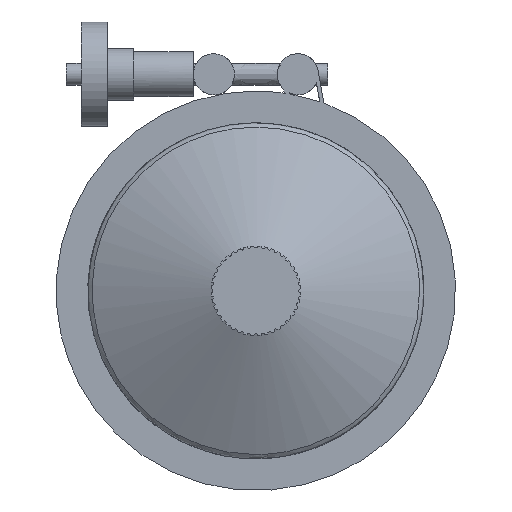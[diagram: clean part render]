
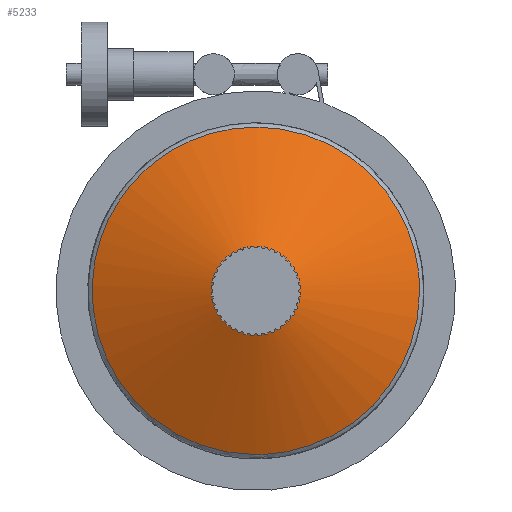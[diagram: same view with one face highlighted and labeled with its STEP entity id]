
A CAD part, front view. The second image highlights one B-rep face of the part: STEP entity #5233.
In plain terms, the highlighted free-form (B-spline) face has degree [2, 1] with [9, 2] control points.
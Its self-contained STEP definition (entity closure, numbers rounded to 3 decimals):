
#5134 = VERTEX_POINT('',#5135);
#5135 = CARTESIAN_POINT('',(0.,-297.005,
    -41.638));
#5141 = EDGE_CURVE('',#5134,#5142,#5144,.T.);
#5142 = VERTEX_POINT('',#5143);
#5143 = CARTESIAN_POINT('',(41.638,-297.005,
    0.));
#5144 = ( BOUNDED_CURVE() B_SPLINE_CURVE(2,(#5145,#5146,#5147,#5148,
#5149),.UNSPECIFIED.,.F.,.F.) B_SPLINE_CURVE_WITH_KNOTS((3,2,3),(
    1.571,3.927,6.283),
.PIECEWISE_BEZIER_KNOTS.) CURVE() GEOMETRIC_REPRESENTATION_ITEM() 
RATIONAL_B_SPLINE_CURVE((1.,0.383,1.,0.383,1.)) 
REPRESENTATION_ITEM('') );
#5145 = CARTESIAN_POINT('',(0.,-297.005,
    -41.638));
#5146 = CARTESIAN_POINT('',(-100.522,-297.005,
    -41.638));
#5147 = CARTESIAN_POINT('',(-29.442,-297.005,
    29.442));
#5148 = CARTESIAN_POINT('',(41.638,-297.005,
    100.522));
#5149 = CARTESIAN_POINT('',(41.638,-297.005,
    0.));
#5151 = EDGE_CURVE('',#5142,#5134,#5152,.T.);
#5152 = ( BOUNDED_CURVE() B_SPLINE_CURVE(2,(#5153,#5154,#5155),
.UNSPECIFIED.,.F.,.F.) B_SPLINE_CURVE_WITH_KNOTS((3,3),(0.,
1.571),.PIECEWISE_BEZIER_KNOTS.) CURVE() 
GEOMETRIC_REPRESENTATION_ITEM() RATIONAL_B_SPLINE_CURVE((1.,
0.707,1.)) REPRESENTATION_ITEM('') );
#5153 = CARTESIAN_POINT('',(41.638,-297.005,
    0.));
#5154 = CARTESIAN_POINT('',(41.638,-297.005,
    -41.638));
#5155 = CARTESIAN_POINT('',(0.,-297.005,
    -41.638));
#5233 = ADVANCED_FACE('',(#5234),#5256,.T.);
#5234 = FACE_BOUND('',#5235,.T.);
#5235 = EDGE_LOOP('',(#5236,#5237,#5238,#5245,#5255));
#5236 = ORIENTED_EDGE('',*,*,#5141,.F.);
#5237 = ORIENTED_EDGE('',*,*,#5151,.F.);
#5238 = ORIENTED_EDGE('',*,*,#5239,.T.);
#5239 = EDGE_CURVE('',#5142,#5240,#5242,.T.);
#5240 = VERTEX_POINT('',#5241);
#5241 = CARTESIAN_POINT('',(8.547,-312.436,
    0.));
#5242 = B_SPLINE_CURVE_WITH_KNOTS('',1,(#5243,#5244),.UNSPECIFIED.,.F.,
  .F.,(2,2),(-18.587,19.861),.PIECEWISE_BEZIER_KNOTS.);
#5243 = CARTESIAN_POINT('',(41.638,-297.005,
    0.));
#5244 = CARTESIAN_POINT('',(8.547,-312.436,
    0.));
#5245 = ORIENTED_EDGE('',*,*,#5246,.T.);
#5246 = EDGE_CURVE('',#5240,#5240,#5247,.T.);
#5247 = ( BOUNDED_CURVE() B_SPLINE_CURVE(2,(#5248,#5249,#5250,#5251,
#5252,#5253,#5254),.UNSPECIFIED.,.T.,.F.) B_SPLINE_CURVE_WITH_KNOTS((1,2
    ,2,2,2,1),(-2.094,0.,2.094,4.189,
6.283,8.378),.UNSPECIFIED.) CURVE() 
GEOMETRIC_REPRESENTATION_ITEM() RATIONAL_B_SPLINE_CURVE((1.,0.5,1.,0.5,
1.,0.5,1.)) REPRESENTATION_ITEM('') );
#5248 = CARTESIAN_POINT('',(8.547,-312.436,0.));
#5249 = CARTESIAN_POINT('',(8.547,-312.436,
    -14.804));
#5250 = CARTESIAN_POINT('',(-4.273,-312.436,
    -7.402));
#5251 = CARTESIAN_POINT('',(-17.094,-312.436,
    0.));
#5252 = CARTESIAN_POINT('',(-4.273,-312.436,
    7.402));
#5253 = CARTESIAN_POINT('',(8.547,-312.436,
    14.804));
#5254 = CARTESIAN_POINT('',(8.547,-312.436,0.));
#5255 = ORIENTED_EDGE('',*,*,#5239,.F.);
#5256 = ( BOUNDED_SURFACE() B_SPLINE_SURFACE(2,1,(
    (#5257,#5258)
    ,(#5259,#5260)
    ,(#5261,#5262)
    ,(#5263,#5264)
    ,(#5265,#5266)
    ,(#5267,#5268)
    ,(#5269,#5270)
    ,(#5271,#5272)
    ,(#5273,#5274
)),.UNSPECIFIED.,.T.,.F.,.F.) B_SPLINE_SURFACE_WITH_KNOTS((3,2,2,2,3),(2
    ,2),(3.142,4.189,6.283,8.378,
    9.425),(-19.861,18.587),.UNSPECIFIED.) 
GEOMETRIC_REPRESENTATION_ITEM() RATIONAL_B_SPLINE_SURFACE((
    (0.75,0.75)
    ,(0.75,0.75)
    ,(1.,1.)
    ,(0.5,0.5)
    ,(1.,1.)
    ,(0.5,0.5)
    ,(1.,1.)
    ,(0.75,0.75)
,(0.75,0.75))) REPRESENTATION_ITEM('') SURFACE() );
#5257 = CARTESIAN_POINT('',(8.547,-312.436,
    0.));
#5258 = CARTESIAN_POINT('',(41.638,-297.005,0.));
#5259 = CARTESIAN_POINT('',(8.547,-312.436,
    -4.935));
#5260 = CARTESIAN_POINT('',(41.638,-297.005,
    -24.04));
#5261 = CARTESIAN_POINT('',(4.273,-312.436,
    -7.402));
#5262 = CARTESIAN_POINT('',(20.819,-297.005,
    -36.059));
#5263 = CARTESIAN_POINT('',(-8.547,-312.436,
    -14.804));
#5264 = CARTESIAN_POINT('',(-41.638,-297.005,
    -72.119));
#5265 = CARTESIAN_POINT('',(-8.547,-312.436,0.));
#5266 = CARTESIAN_POINT('',(-41.638,-297.005,0.));
#5267 = CARTESIAN_POINT('',(-8.547,-312.436,
    14.804));
#5268 = CARTESIAN_POINT('',(-41.638,-297.005,
    72.119));
#5269 = CARTESIAN_POINT('',(4.273,-312.436,
    7.402));
#5270 = CARTESIAN_POINT('',(20.819,-297.005,
    36.059));
#5271 = CARTESIAN_POINT('',(8.547,-312.436,
    4.935));
#5272 = CARTESIAN_POINT('',(41.638,-297.005,
    24.04));
#5273 = CARTESIAN_POINT('',(8.547,-312.436,
    0.));
#5274 = CARTESIAN_POINT('',(41.638,-297.005,0.));
